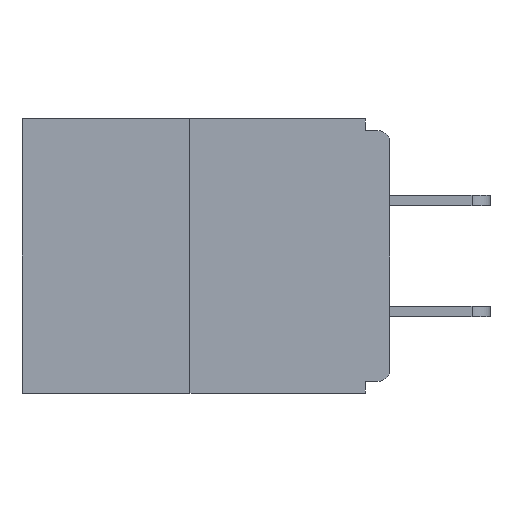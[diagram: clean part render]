
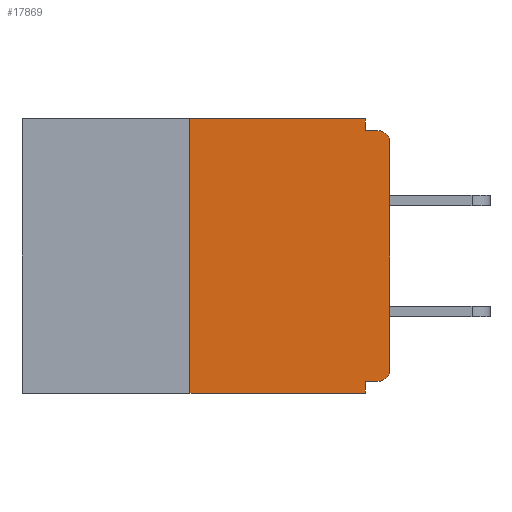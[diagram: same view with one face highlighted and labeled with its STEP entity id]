
A CAD part, left-side view. The second image highlights one B-rep face of the part: STEP entity #17869.
In plain terms, the highlighted planar face has unit normal (-1, 0, 0).
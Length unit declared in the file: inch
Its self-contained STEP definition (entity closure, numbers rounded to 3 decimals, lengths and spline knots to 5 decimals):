
#50 = CARTESIAN_POINT ( 'NONE',  ( 0., 0.46, 0. ) ) ;
#83 = VERTEX_POINT ( 'NONE', #22023 ) ;
#131 = CARTESIAN_POINT ( 'NONE',  ( 0., 0.031, -0.015 ) ) ;
#426 = ORIENTED_EDGE ( 'NONE', *, *, #21201, .F. ) ;
#816 = VECTOR ( 'NONE', #20125, 39.37008 ) ;
#1151 = DIRECTION ( 'NONE',  ( -1., 0., 0. ) ) ;
#1462 = EDGE_CURVE ( 'NONE', #27551, #83, #8230, .T. ) ;
#1831 = CARTESIAN_POINT ( 'NONE',  ( 0., 0.25, 0. ) ) ;
#2008 = DIRECTION ( 'NONE',  ( 0., 0., 1. ) ) ;
#2159 = DIRECTION ( 'NONE',  ( -1., 0., 0. ) ) ;
#2572 = LINE ( 'NONE', #22424, #816 ) ;
#2704 = EDGE_CURVE ( 'NONE', #83, #8762, #24322, .T. ) ;
#3141 = DIRECTION ( 'NONE',  ( 0., 0., -1. ) ) ;
#3193 = LINE ( 'NONE', #12799, #23773 ) ;
#3724 = EDGE_CURVE ( 'NONE', #7007, #3841, #2572, .T. ) ;
#3776 = AXIS2_PLACEMENT_3D ( 'NONE', #23882, #23981, #28354 ) ;
#3841 = VERTEX_POINT ( 'NONE', #18332 ) ;
#3914 = LINE ( 'NONE', #50, #22694 ) ;
#4176 = CARTESIAN_POINT ( 'NONE',  ( 0., 0.015, -0.313 ) ) ;
#4677 = VECTOR ( 'NONE', #18754, 39.37008 ) ;
#5332 = EDGE_CURVE ( 'NONE', #11921, #7007, #27748, .T. ) ;
#5730 = EDGE_CURVE ( 'NONE', #10244, #3841, #3193, .T. ) ;
#5797 = ORIENTED_EDGE ( 'NONE', *, *, #1462, .T. ) ;
#7007 = VERTEX_POINT ( 'NONE', #13320 ) ;
#7460 = CARTESIAN_POINT ( 'NONE',  ( 0., 0., -0.015 ) ) ;
#8230 = LINE ( 'NONE', #10984, #25236 ) ;
#8762 = VERTEX_POINT ( 'NONE', #22619 ) ;
#9339 = EDGE_CURVE ( 'NONE', #11921, #27551, #13553, .T. ) ;
#9739 = DIRECTION ( 'NONE',  ( 0., -1., 0. ) ) ;
#9966 = ORIENTED_EDGE ( 'NONE', *, *, #9339, .T. ) ;
#10095 = CARTESIAN_POINT ( 'NONE',  ( 0., 0.015, -0.03 ) ) ;
#10244 = VERTEX_POINT ( 'NONE', #21438 ) ;
#10984 = CARTESIAN_POINT ( 'NONE',  ( 0., 0., 0. ) ) ;
#11291 = ORIENTED_EDGE ( 'NONE', *, *, #5332, .F. ) ;
#11484 = CARTESIAN_POINT ( 'NONE',  ( 0., 0.015, -0.328 ) ) ;
#11641 = VERTEX_POINT ( 'NONE', #17426 ) ;
#11860 = VERTEX_POINT ( 'NONE', #131 ) ;
#11921 = VERTEX_POINT ( 'NONE', #11484 ) ;
#12796 = ORIENTED_EDGE ( 'NONE', *, *, #24922, .F. ) ;
#12799 = CARTESIAN_POINT ( 'NONE',  ( 0., 0.46, -0.343 ) ) ;
#12844 = CARTESIAN_POINT ( 'NONE',  ( 0., 0., -0.313 ) ) ;
#13320 = CARTESIAN_POINT ( 'NONE',  ( 0., 0.031, -0.328 ) ) ;
#13553 = CIRCLE ( 'NONE', #27198, 0.015 ) ;
#14058 = ORIENTED_EDGE ( 'NONE', *, *, #3724, .F. ) ;
#14861 = PLANE ( 'NONE',  #3776 ) ;
#16202 = EDGE_LOOP ( 'NONE', ( #18361, #16965, #24967, #14058, #11291, #9966, #5797, #20487, #426, #12796 ) ) ;
#16965 = ORIENTED_EDGE ( 'NONE', *, *, #26972, .F. ) ;
#17426 = CARTESIAN_POINT ( 'NONE',  ( 0., 0.031, 0. ) ) ;
#17734 = DIRECTION ( 'NONE',  ( 0., -1., 0. ) ) ;
#17869 = ADVANCED_FACE ( 'NONE', ( #28957 ), #14861, .F. ) ;
#18332 = CARTESIAN_POINT ( 'NONE',  ( 0., 0.031, -0.343 ) ) ;
#18361 = ORIENTED_EDGE ( 'NONE', *, *, #28462, .F. ) ;
#18754 = DIRECTION ( 'NONE',  ( 0., 0., -1. ) ) ;
#19574 = DIRECTION ( 'NONE',  ( 0., -1., 0. ) ) ;
#19996 = DIRECTION ( 'NONE',  ( 0., 0., -1. ) ) ;
#20125 = DIRECTION ( 'NONE',  ( 0., 0., -1. ) ) ;
#20198 = DIRECTION ( 'NONE',  ( 0., 1., 0. ) ) ;
#20337 = VERTEX_POINT ( 'NONE', #28932 ) ;
#20487 = ORIENTED_EDGE ( 'NONE', *, *, #2704, .T. ) ;
#21165 = LINE ( 'NONE', #1831, #29053 ) ;
#21201 = EDGE_CURVE ( 'NONE', #11860, #8762, #23671, .T. ) ;
#21438 = CARTESIAN_POINT ( 'NONE',  ( 0., 0.25, -0.343 ) ) ;
#21686 = VECTOR ( 'NONE', #20198, 39.37008 ) ;
#21938 = VECTOR ( 'NONE', #9739, 39.37008 ) ;
#22023 = CARTESIAN_POINT ( 'NONE',  ( 0., 0., -0.03 ) ) ;
#22424 = CARTESIAN_POINT ( 'NONE',  ( 0., 0.031, -0.343 ) ) ;
#22619 = CARTESIAN_POINT ( 'NONE',  ( 0., 0.015, -0.015 ) ) ;
#22694 = VECTOR ( 'NONE', #17734, 39.37008 ) ;
#23433 = CARTESIAN_POINT ( 'NONE',  ( 0., 0.031, 0. ) ) ;
#23671 = LINE ( 'NONE', #7460, #21938 ) ;
#23773 = VECTOR ( 'NONE', #19574, 39.37008 ) ;
#23882 = CARTESIAN_POINT ( 'NONE',  ( 0., 0.46, 0. ) ) ;
#23981 = DIRECTION ( 'NONE',  ( 1., 0., 0. ) ) ;
#24322 = CIRCLE ( 'NONE', #26840, 0.015 ) ;
#24922 = EDGE_CURVE ( 'NONE', #11641, #11860, #25636, .T. ) ;
#24967 = ORIENTED_EDGE ( 'NONE', *, *, #5730, .T. ) ;
#25100 = CARTESIAN_POINT ( 'NONE',  ( 0., 0., -0.328 ) ) ;
#25236 = VECTOR ( 'NONE', #2008, 39.37008 ) ;
#25636 = LINE ( 'NONE', #23433, #4677 ) ;
#26835 = DIRECTION ( 'NONE',  ( 0., 0., 1. ) ) ;
#26840 = AXIS2_PLACEMENT_3D ( 'NONE', #10095, #1151, #3141 ) ;
#26972 = EDGE_CURVE ( 'NONE', #10244, #20337, #21165, .T. ) ;
#27198 = AXIS2_PLACEMENT_3D ( 'NONE', #4176, #2159, #19996 ) ;
#27551 = VERTEX_POINT ( 'NONE', #12844 ) ;
#27748 = LINE ( 'NONE', #25100, #21686 ) ;
#28354 = DIRECTION ( 'NONE',  ( 0., 0., -1. ) ) ;
#28462 = EDGE_CURVE ( 'NONE', #20337, #11641, #3914, .T. ) ;
#28932 = CARTESIAN_POINT ( 'NONE',  ( 0., 0.25, 0. ) ) ;
#28957 = FACE_OUTER_BOUND ( 'NONE', #16202, .T. ) ;
#29053 = VECTOR ( 'NONE', #26835, 39.37008 ) ;
